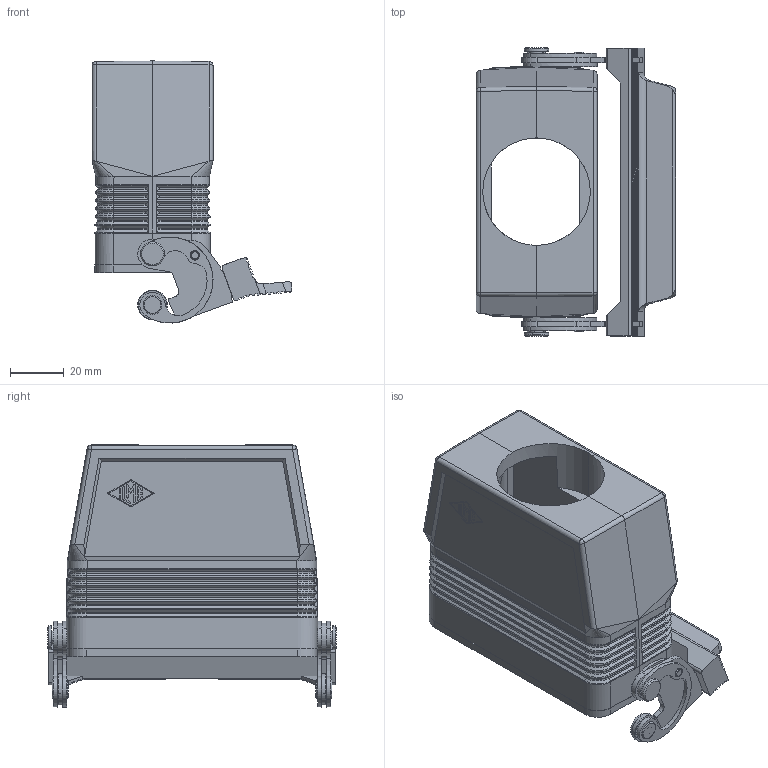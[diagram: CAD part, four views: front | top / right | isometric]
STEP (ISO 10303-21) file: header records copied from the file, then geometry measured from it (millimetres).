
FILE_DESCRIPTION(('Creo Elements/Direct Modeling STEP Export'),'2;1');
FILE_NAME('0ln7uvk45l4l0fi1592','2016-11-10T 9:20:03',(''),(''),'PTC Creo Elements/Direct Modeling STEP processor for AP214 (Solid Model)','PTC Creo Elements/Direct Modeling 19.0E 27-Jun-2016 (C) Parametric Technology GmbH','');
FILE_SCHEMA(('AUTOMOTIVE_DESIGN { 1 0 10303 214 1 1 1 1 }'));
Length unit declared in the file: millimetre
Products named in the file (2): MFV_16_LG40
Assembly tree (1 placements, depth 2):
  MFV_16_LG40
    MFV_16_LG40
Bounding box: 74.37 x 107.4 x 97.47 mm (x, y, z)
Volume: 110897.6 mm3; surface area: 58023.9 mm2
Topology: 1 solids, 5 shells, 854 faces, 2171 edges, 1355 vertices
Faces by surface type: plane 440, cylinder 262, torus 68, cone 60, bspline 20, sphere 4
Entity records: 34643 total; most frequent: CARTESIAN_POINT 7770, ORIENTED_EDGE 4328, DIRECTION 4031, EDGE_CURVE 2164, AXIS2_PLACEMENT_3D 1387, VERTEX_POINT 1355, VECTOR 1257, LINE 1257
